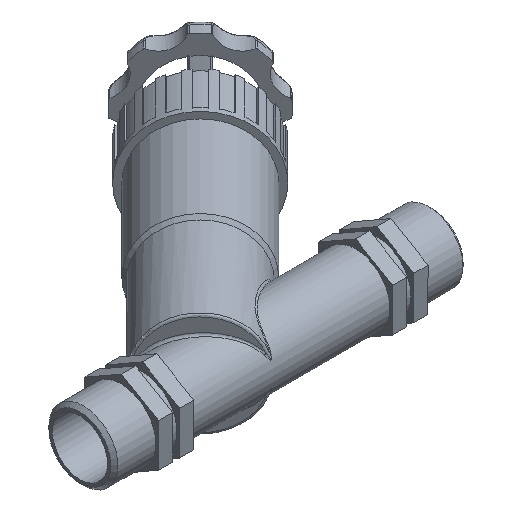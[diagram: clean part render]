
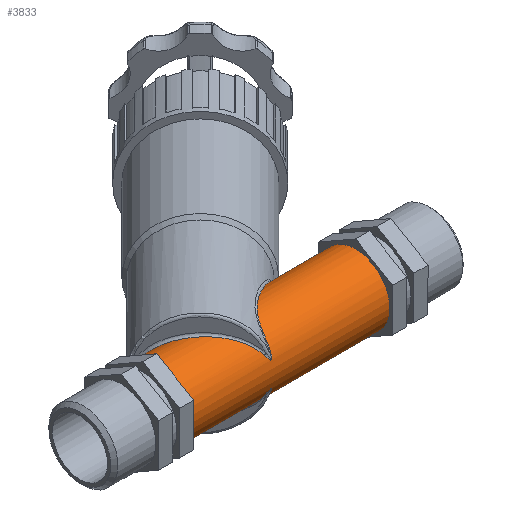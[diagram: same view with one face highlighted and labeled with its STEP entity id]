
A CAD part, isometric view. The second image highlights one B-rep face of the part: STEP entity #3833.
In plain terms, the highlighted cylindrical face has radius 16.625 mm (diameter 33.249 mm), a full revolution.
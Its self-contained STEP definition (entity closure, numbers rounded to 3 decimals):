
#16=ELLIPSE('',#4199,24.228,16.625);
#114=B_SPLINE_CURVE_WITH_KNOTS('',3,(#8345,#8346,#8347,#8348,#8349,#8350,
#8351,#8352,#8353,#8354,#8355,#8356,#8357,#8358,#8359),.UNSPECIFIED.,.F.,
 .F.,(4,1,1,1,1,1,1,1,1,1,1,1,4),(0.,0.091,0.181,
0.227,0.25,0.261,0.272,
0.295,0.318,0.363,0.454,
0.544,0.635),.UNSPECIFIED.);
#115=B_SPLINE_CURVE_WITH_KNOTS('',3,(#8538,#8539,#8540,#8541,#8542,#8543,
#8544,#8545,#8546,#8547,#8548,#8549,#8550,#8551,#8552,#8553,#8554,#8555,
#8556,#8557,#8558,#8559,#8560,#8561,#8562),.UNSPECIFIED.,.F.,.F.,(4,1,1,
1,1,1,1,1,1,1,1,1,1,1,1,1,1,1,1,1,1,1,4),(-12.142,-11.708,
-11.274,-10.841,-10.407,-9.54,
-8.673,-7.805,-6.938,-6.649,
-6.071,-5.782,-5.493,-5.204,
-4.625,-4.047,-3.469,-2.602,
-1.735,-1.301,-0.867,-0.434,
0.),.UNSPECIFIED.);
#118=B_SPLINE_CURVE_WITH_KNOTS('',3,(#8673,#8674,#8675,#8676,#8677,#8678,
#8679,#8680,#8681,#8682,#8683,#8684,#8685,#8686,#8687,#8688,#8689),
 .UNSPECIFIED.,.F.,.F.,(4,1,1,1,1,1,1,1,1,1,1,1,1,1,4),(0.,0.136,
0.181,0.227,0.25,0.261,
0.272,0.318,0.363,0.374,
0.386,0.408,0.454,0.544,
0.635),.UNSPECIFIED.);
#161=FACE_BOUND('',#705,.T.);
#162=FACE_BOUND('',#706,.T.);
#468=FACE_OUTER_BOUND('',#704,.T.);
#704=EDGE_LOOP('',(#3395));
#705=EDGE_LOOP('',(#3396));
#706=EDGE_LOOP('',(#3397,#3398,#3399,#3400));
#1516=CIRCLE('',#4207,16.625);
#1517=CIRCLE('',#4208,16.625);
#1830=VERTEX_POINT('',#8259);
#1833=VERTEX_POINT('',#8264);
#1835=VERTEX_POINT('',#8343);
#1837=VERTEX_POINT('',#8536);
#1838=VERTEX_POINT('',#8695);
#1839=VERTEX_POINT('',#8697);
#2365=EDGE_CURVE('',#1833,#1830,#16,.T.);
#2368=EDGE_CURVE('',#1835,#1833,#114,.T.);
#2370=EDGE_CURVE('',#1837,#1835,#115,.T.);
#2373=EDGE_CURVE('',#1830,#1837,#118,.T.);
#2376=EDGE_CURVE('',#1838,#1838,#1516,.T.);
#2377=EDGE_CURVE('',#1839,#1839,#1517,.T.);
#3395=ORIENTED_EDGE('',*,*,#2376,.T.);
#3396=ORIENTED_EDGE('',*,*,#2377,.F.);
#3397=ORIENTED_EDGE('',*,*,#2365,.F.);
#3398=ORIENTED_EDGE('',*,*,#2368,.F.);
#3399=ORIENTED_EDGE('',*,*,#2370,.F.);
#3400=ORIENTED_EDGE('',*,*,#2373,.F.);
#3651=CYLINDRICAL_SURFACE('',#4206,16.625);
#3833=ADVANCED_FACE('',(#468,#161,#162),#3651,.T.);
#4199=AXIS2_PLACEMENT_3D('',#8266,#5111,#5112);
#4206=AXIS2_PLACEMENT_3D('',#8694,#5125,#5126);
#4207=AXIS2_PLACEMENT_3D('',#8696,#5127,#5128);
#4208=AXIS2_PLACEMENT_3D('',#8698,#5129,#5130);
#5111=DIRECTION('center_axis',(0.686,0.727,0.));
#5112=DIRECTION('ref_axis',(-0.727,0.686,0.));
#5125=DIRECTION('center_axis',(1.,0.,0.));
#5126=DIRECTION('ref_axis',(0.,1.,0.));
#5127=DIRECTION('center_axis',(1.,0.,0.));
#5128=DIRECTION('ref_axis',(0.,0.,-1.));
#5129=DIRECTION('center_axis',(1.,0.,0.));
#5130=DIRECTION('ref_axis',(0.,0.,-1.));
#8259=CARTESIAN_POINT('',(-10.287,-14.363,8.372));
#8264=CARTESIAN_POINT('',(-10.287,-14.363,-8.372));
#8266=CARTESIAN_POINT('Origin',(-25.514,0.,0.));
#8343=CARTESIAN_POINT('',(-7.286,-14.526,-8.086));
#8345=CARTESIAN_POINT('Ctrl Pts',(-7.286,-14.526,-8.086));
#8346=CARTESIAN_POINT('Ctrl Pts',(-7.304,-14.664,-7.837));
#8347=CARTESIAN_POINT('Ctrl Pts',(-7.367,-14.928,-7.333));
#8348=CARTESIAN_POINT('Ctrl Pts',(-7.531,-15.219,-6.699));
#8349=CARTESIAN_POINT('Ctrl Pts',(-7.749,-15.396,-6.275));
#8350=CARTESIAN_POINT('Ctrl Pts',(-7.922,-15.467,-6.096));
#8351=CARTESIAN_POINT('Ctrl Pts',(-8.049,-15.495,-6.023));
#8352=CARTESIAN_POINT('Ctrl Pts',(-8.196,-15.511,-5.983));
#8353=CARTESIAN_POINT('Ctrl Pts',(-8.388,-15.499,-6.012));
#8354=CARTESIAN_POINT('Ctrl Pts',(-8.647,-15.443,-6.155));
#8355=CARTESIAN_POINT('Ctrl Pts',(-9.011,-15.306,-6.495));
#8356=CARTESIAN_POINT('Ctrl Pts',(-9.426,-15.066,-7.04));
#8357=CARTESIAN_POINT('Ctrl Pts',(-9.874,-14.736,-7.708));
#8358=CARTESIAN_POINT('Ctrl Pts',(-10.151,-14.491,-8.151));
#8359=CARTESIAN_POINT('Ctrl Pts',(-10.287,-14.363,-8.372));
#8536=CARTESIAN_POINT('',(-7.286,-14.526,8.086));
#8538=CARTESIAN_POINT('Ctrl Pts',(-7.286,-14.526,8.086));
#8539=CARTESIAN_POINT('Ctrl Pts',(-7.202,-13.864,9.275));
#8540=CARTESIAN_POINT('Ctrl Pts',(-6.948,-12.248,11.487));
#8541=CARTESIAN_POINT('Ctrl Pts',(-6.047,-9.138,14.073));
#8542=CARTESIAN_POINT('Ctrl Pts',(-4.375,-5.709,15.757));
#8543=CARTESIAN_POINT('Ctrl Pts',(-1.092,-1.276,16.812));
#8544=CARTESIAN_POINT('Ctrl Pts',(4.271,3.406,16.532));
#8545=CARTESIAN_POINT('Ctrl Pts',(11.274,7.967,14.843));
#8546=CARTESIAN_POINT('Ctrl Pts',(18.282,11.88,11.986));
#8547=CARTESIAN_POINT('Ctrl Pts',(23.374,14.467,8.557));
#8548=CARTESIAN_POINT('Ctrl Pts',(26.795,16.152,4.473));
#8549=CARTESIAN_POINT('Ctrl Pts',(28.106,16.783,0.933));
#8550=CARTESIAN_POINT('Ctrl Pts',(27.454,16.469,-2.732));
#8551=CARTESIAN_POINT('Ctrl Pts',(26.22,15.869,-5.136));
#8552=CARTESIAN_POINT('Ctrl Pts',(23.956,14.754,-7.888));
#8553=CARTESIAN_POINT('Ctrl Pts',(20.485,13.001,-10.559));
#8554=CARTESIAN_POINT('Ctrl Pts',(15.952,10.591,-12.954));
#8555=CARTESIAN_POINT('Ctrl Pts',(10.491,7.459,-15.035));
#8556=CARTESIAN_POINT('Ctrl Pts',(4.273,3.407,-16.53));
#8557=CARTESIAN_POINT('Ctrl Pts',(-1.093,-1.276,-16.813));
#8558=CARTESIAN_POINT('Ctrl Pts',(-4.375,-5.709,-15.757));
#8559=CARTESIAN_POINT('Ctrl Pts',(-6.047,-9.138,-14.073));
#8560=CARTESIAN_POINT('Ctrl Pts',(-6.947,-12.248,-11.487));
#8561=CARTESIAN_POINT('Ctrl Pts',(-7.202,-13.864,-9.275));
#8562=CARTESIAN_POINT('Ctrl Pts',(-7.286,-14.526,-8.086));
#8673=CARTESIAN_POINT('Ctrl Pts',(-10.287,-14.363,8.372));
#8674=CARTESIAN_POINT('Ctrl Pts',(-10.083,-14.555,8.041));
#8675=CARTESIAN_POINT('Ctrl Pts',(-9.803,-14.794,7.596));
#8676=CARTESIAN_POINT('Ctrl Pts',(-9.42,-15.061,7.042));
#8677=CARTESIAN_POINT('Ctrl Pts',(-9.215,-15.186,6.767));
#8678=CARTESIAN_POINT('Ctrl Pts',(-9.062,-15.266,6.582));
#8679=CARTESIAN_POINT('Ctrl Pts',(-8.971,-15.311,6.478));
#8680=CARTESIAN_POINT('Ctrl Pts',(-8.827,-15.375,6.325));
#8681=CARTESIAN_POINT('Ctrl Pts',(-8.602,-15.463,6.108));
#8682=CARTESIAN_POINT('Ctrl Pts',(-8.274,-15.518,5.964));
#8683=CARTESIAN_POINT('Ctrl Pts',(-8.05,-15.495,6.023));
#8684=CARTESIAN_POINT('Ctrl Pts',(-7.924,-15.466,6.096));
#8685=CARTESIAN_POINT('Ctrl Pts',(-7.75,-15.395,6.275));
#8686=CARTESIAN_POINT('Ctrl Pts',(-7.532,-15.219,6.699));
#8687=CARTESIAN_POINT('Ctrl Pts',(-7.367,-14.928,7.334));
#8688=CARTESIAN_POINT('Ctrl Pts',(-7.304,-14.664,7.837));
#8689=CARTESIAN_POINT('Ctrl Pts',(-7.286,-14.526,8.086));
#8694=CARTESIAN_POINT('Origin',(0.,0.,0.));
#8695=CARTESIAN_POINT('',(-48.,16.625,0.));
#8696=CARTESIAN_POINT('Origin',(-48.,0.,0.));
#8697=CARTESIAN_POINT('',(48.,16.625,0.));
#8698=CARTESIAN_POINT('Origin',(48.,0.,0.));
